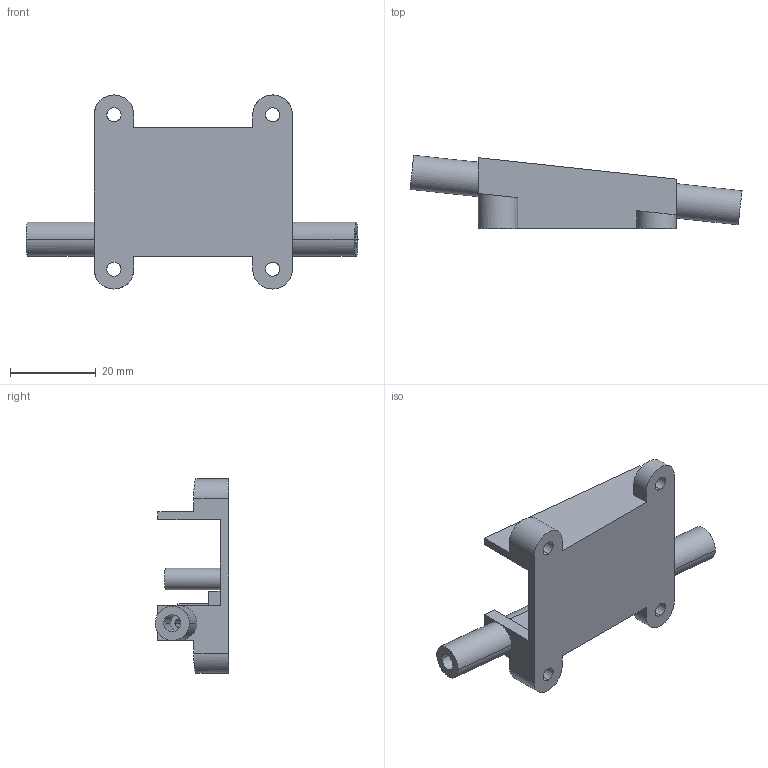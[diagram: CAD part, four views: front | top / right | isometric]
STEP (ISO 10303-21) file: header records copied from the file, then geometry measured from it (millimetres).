
FILE_DESCRIPTION (( 'STEP AP214' ), '1' );
FILE_NAME ('Filament Sensor Case.STEP', '2023-09-01T17:33:36', ( '' ), ( '' ), 'SwSTEP 2.0', 'SolidWorks 2023', '' );
FILE_SCHEMA (( 'AUTOMOTIVE_DESIGN' ));
Length unit declared in the file: millimetre
Products named in the file (1): Filament Sensor Case
Bounding box: 77.41 x 17.12 x 45.25 mm (x, y, z)
Volume: 10057.3 mm3; surface area: 8500.3 mm2
Topology: 1 solids, 1 shells, 75 faces, 199 edges, 131 vertices
Faces by surface type: plane 37, cylinder 36, bspline 2
Entity records: 2826 total; most frequent: CARTESIAN_POINT 1018, ORIENTED_EDGE 398, DIRECTION 333, EDGE_CURVE 199, VERTEX_POINT 131, LINE 117, VECTOR 117, AXIS2_PLACEMENT_3D 108
